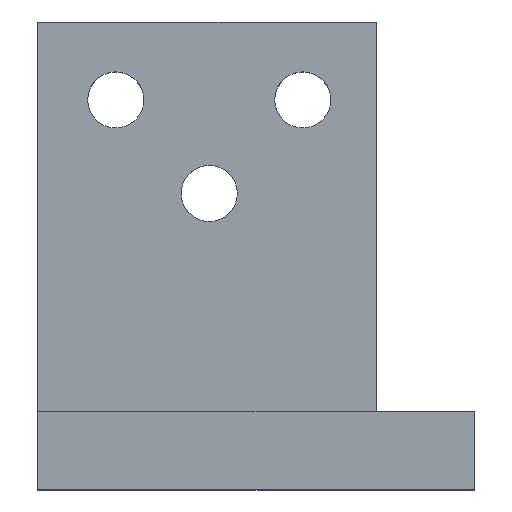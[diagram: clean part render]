
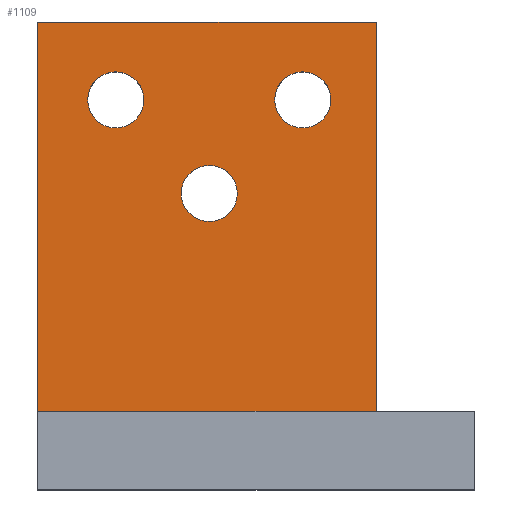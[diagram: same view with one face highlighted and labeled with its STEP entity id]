
A CAD part, top view. The second image highlights one B-rep face of the part: STEP entity #1109.
In plain terms, the highlighted planar face has unit normal (0, 0, 1).
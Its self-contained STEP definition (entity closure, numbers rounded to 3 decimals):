
#28 = AXIS2_PLACEMENT_3D ( 'NONE', #961, #967, #198 ) ;
#44 = ORIENTED_EDGE ( 'NONE', *, *, #98, .F. ) ;
#60 = CARTESIAN_POINT ( 'NONE',  ( -14., 2., 2.5 ) ) ;
#67 = VECTOR ( 'NONE', #250, 1000. ) ;
#76 = FACE_BOUND ( 'NONE', #348, .T. ) ;
#80 = DIRECTION ( 'NONE',  ( 1., 0., 0. ) ) ;
#87 = CARTESIAN_POINT ( 'NONE',  ( 7.71, 2., 2.5 ) ) ;
#98 = EDGE_CURVE ( 'NONE', #1055, #341, #140, .T. ) ;
#99 = VERTEX_POINT ( 'NONE', #641 ) ;
#118 = CARTESIAN_POINT ( 'NONE',  ( 7.71, 27., 2.5 ) ) ;
#137 = CARTESIAN_POINT ( 'NONE',  ( -9., 22., 2.5 ) ) ;
#138 = EDGE_CURVE ( 'NONE', #745, #412, #959, .T. ) ;
#140 = LINE ( 'NONE', #841, #1001 ) ;
#156 = EDGE_LOOP ( 'NONE', ( #603, #732 ) ) ;
#171 = FACE_BOUND ( 'NONE', #891, .T. ) ;
#185 = CIRCLE ( 'NONE', #878, 1.8 ) ;
#192 = EDGE_CURVE ( 'NONE', #412, #745, #247, .T. ) ;
#198 = DIRECTION ( 'NONE',  ( 1., 0., 0. ) ) ;
#215 = CARTESIAN_POINT ( 'NONE',  ( -7.2, 22., 2.5 ) ) ;
#247 = CIRCLE ( 'NONE', #979, 1.8 ) ;
#250 = DIRECTION ( 'NONE',  ( 1., 0., 0. ) ) ;
#256 = ORIENTED_EDGE ( 'NONE', *, *, #868, .F. ) ;
#258 = CARTESIAN_POINT ( 'NONE',  ( 7.71, -7., 2.5 ) ) ;
#260 = DIRECTION ( 'NONE',  ( 1., 0., 0. ) ) ;
#264 = FACE_BOUND ( 'NONE', #156, .T. ) ;
#266 = DIRECTION ( 'NONE',  ( 1., 0., 0. ) ) ;
#273 = DIRECTION ( 'NONE',  ( 0., 0., 1. ) ) ;
#278 = EDGE_CURVE ( 'NONE', #1055, #906, #588, .T. ) ;
#281 = ORIENTED_EDGE ( 'NONE', *, *, #497, .T. ) ;
#299 = ORIENTED_EDGE ( 'NONE', *, *, #278, .T. ) ;
#306 = CIRCLE ( 'NONE', #583, 1.8 ) ;
#340 = VERTEX_POINT ( 'NONE', #215 ) ;
#341 = VERTEX_POINT ( 'NONE', #118 ) ;
#344 = AXIS2_PLACEMENT_3D ( 'NONE', #734, #550, #80 ) ;
#348 = EDGE_LOOP ( 'NONE', ( #398, #971 ) ) ;
#363 = CARTESIAN_POINT ( 'NONE',  ( -3., 16., 2.5 ) ) ;
#370 = ORIENTED_EDGE ( 'NONE', *, *, #669, .T. ) ;
#398 = ORIENTED_EDGE ( 'NONE', *, *, #192, .F. ) ;
#412 = VERTEX_POINT ( 'NONE', #616 ) ;
#459 = CIRCLE ( 'NONE', #344, 1.8 ) ;
#482 = VECTOR ( 'NONE', #1034, 1000. ) ;
#497 = EDGE_CURVE ( 'NONE', #906, #975, #1185, .T. ) ;
#521 = DIRECTION ( 'NONE',  ( -1., 0., 0. ) ) ;
#547 = DIRECTION ( 'NONE',  ( 0., 0., -1. ) ) ;
#550 = DIRECTION ( 'NONE',  ( 0., 0., 1. ) ) ;
#551 = EDGE_CURVE ( 'NONE', #663, #781, #459, .T. ) ;
#583 = AXIS2_PLACEMENT_3D ( 'NONE', #640, #735, #905 ) ;
#588 = LINE ( 'NONE', #974, #1183 ) ;
#603 = ORIENTED_EDGE ( 'NONE', *, *, #551, .F. ) ;
#607 = CARTESIAN_POINT ( 'NONE',  ( -14., 27., 2.5 ) ) ;
#616 = CARTESIAN_POINT ( 'NONE',  ( -1.2, 16., 2.5 ) ) ;
#640 = CARTESIAN_POINT ( 'NONE',  ( 3., 22., 2.5 ) ) ;
#641 = CARTESIAN_POINT ( 'NONE',  ( -10.8, 22., 2.5 ) ) ;
#663 = VERTEX_POINT ( 'NONE', #1113 ) ;
#669 = EDGE_CURVE ( 'NONE', #975, #341, #829, .T. ) ;
#678 = AXIS2_PLACEMENT_3D ( 'NONE', #939, #273, #946 ) ;
#685 = CARTESIAN_POINT ( 'NONE',  ( 1.2, 22., 2.5 ) ) ;
#732 = ORIENTED_EDGE ( 'NONE', *, *, #1093, .F. ) ;
#734 = CARTESIAN_POINT ( 'NONE',  ( 3., 22., 2.5 ) ) ;
#735 = DIRECTION ( 'NONE',  ( 0., 0., 1. ) ) ;
#745 = VERTEX_POINT ( 'NONE', #1166 ) ;
#761 = AXIS2_PLACEMENT_3D ( 'NONE', #1215, #547, #521 ) ;
#763 = EDGE_CURVE ( 'NONE', #340, #99, #1101, .T. ) ;
#781 = VERTEX_POINT ( 'NONE', #685 ) ;
#810 = CARTESIAN_POINT ( 'NONE',  ( 10., 2., 2.5 ) ) ;
#825 = FACE_OUTER_BOUND ( 'NONE', #836, .T. ) ;
#829 = LINE ( 'NONE', #258, #482 ) ;
#836 = EDGE_LOOP ( 'NONE', ( #281, #370, #44, #299 ) ) ;
#841 = CARTESIAN_POINT ( 'NONE',  ( 10., 27., 2.5 ) ) ;
#868 = EDGE_CURVE ( 'NONE', #99, #340, #185, .T. ) ;
#878 = AXIS2_PLACEMENT_3D ( 'NONE', #137, #907, #1000 ) ;
#890 = PLANE ( 'NONE',  #761 ) ;
#891 = EDGE_LOOP ( 'NONE', ( #1024, #256 ) ) ;
#905 = DIRECTION ( 'NONE',  ( 1., 0., 0. ) ) ;
#906 = VERTEX_POINT ( 'NONE', #60 ) ;
#907 = DIRECTION ( 'NONE',  ( 0., 0., 1. ) ) ;
#939 = CARTESIAN_POINT ( 'NONE',  ( -3., 16., 2.5 ) ) ;
#946 = DIRECTION ( 'NONE',  ( 1., 0., 0. ) ) ;
#952 = DIRECTION ( 'NONE',  ( 0., 0., 1. ) ) ;
#959 = CIRCLE ( 'NONE', #678, 1.8 ) ;
#961 = CARTESIAN_POINT ( 'NONE',  ( -9., 22., 2.5 ) ) ;
#967 = DIRECTION ( 'NONE',  ( 0., 0., 1. ) ) ;
#971 = ORIENTED_EDGE ( 'NONE', *, *, #138, .F. ) ;
#974 = CARTESIAN_POINT ( 'NONE',  ( -14., 27., 2.5 ) ) ;
#975 = VERTEX_POINT ( 'NONE', #87 ) ;
#979 = AXIS2_PLACEMENT_3D ( 'NONE', #363, #952, #266 ) ;
#1000 = DIRECTION ( 'NONE',  ( 1., 0., 0. ) ) ;
#1001 = VECTOR ( 'NONE', #260, 1000. ) ;
#1024 = ORIENTED_EDGE ( 'NONE', *, *, #763, .F. ) ;
#1034 = DIRECTION ( 'NONE',  ( 0., 1., 0. ) ) ;
#1055 = VERTEX_POINT ( 'NONE', #607 ) ;
#1071 = DIRECTION ( 'NONE',  ( 0., -1., 0. ) ) ;
#1093 = EDGE_CURVE ( 'NONE', #781, #663, #306, .T. ) ;
#1101 = CIRCLE ( 'NONE', #28, 1.8 ) ;
#1109 = ADVANCED_FACE ( 'NONE', ( #264, #171, #76, #825 ), #890, .F. ) ;
#1113 = CARTESIAN_POINT ( 'NONE',  ( 4.8, 22., 2.5 ) ) ;
#1166 = CARTESIAN_POINT ( 'NONE',  ( -4.8, 16., 2.5 ) ) ;
#1183 = VECTOR ( 'NONE', #1071, 1000. ) ;
#1185 = LINE ( 'NONE', #810, #67 ) ;
#1215 = CARTESIAN_POINT ( 'NONE',  ( 10., 27., 2.5 ) ) ;
